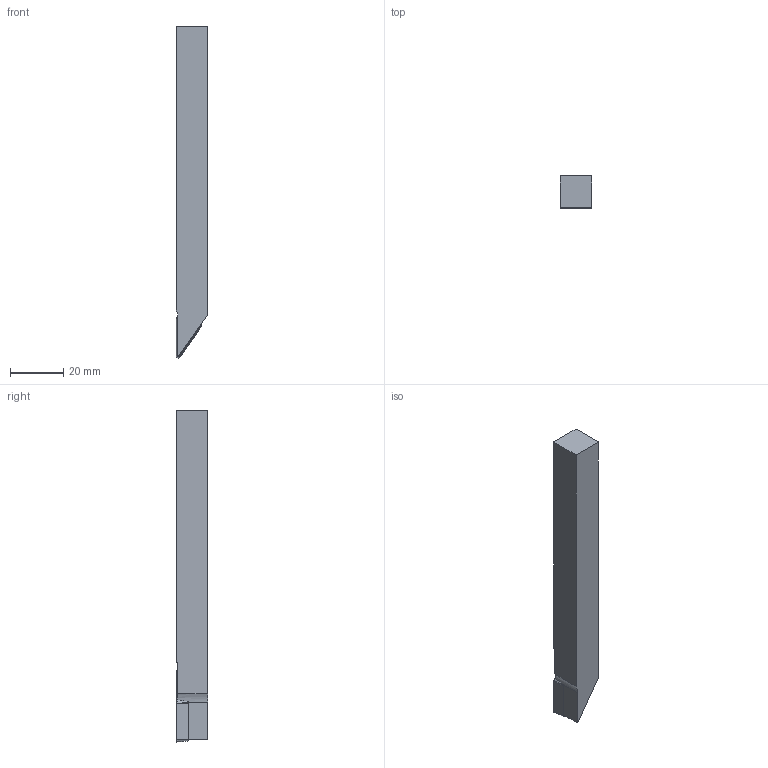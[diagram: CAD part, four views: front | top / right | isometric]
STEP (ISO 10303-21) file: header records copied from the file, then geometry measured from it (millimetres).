
FILE_DESCRIPTION(/* description */ (''),/* implementation_level */ '2;1');
FILE_NAME(/* name */ '1554451875408.stp',/* time_stamp */ '2019-04-05T13:41:33+05:00',/* author */ (''),/* organization */ ('SMS'),/* preprocessor_version */ 'ST-DEVELOPER v15',/* originating_system */ 'SIEMENS PLM Software NX 8.5',/* authorisation */ '');
FILE_SCHEMA (('AUTOMOTIVE_DESIGN { 1 0 10303 214 3 1 1 1 }'));
Length unit declared in the file: millimetre
Products named in the file (4): IsoTurningInsert; ASSEMBLY_CONSTRUCTION; 201935105mod000_00; 201935103mod000_00
Assembly tree (3 placements, depth 2):
  201935103mod000_00
    201935105mod000_00
    ASSEMBLY_CONSTRUCTION
    IsoTurningInsert
Bounding box: 11.95 x 12 x 125 mm (x, y, z)
Volume: 16523.1 mm3; surface area: 6550.9 mm2
Topology: 2 solids, 2 shells, 36 faces, 92 edges, 67 vertices
Faces by surface type: plane 21, cone 6, cylinder 5, torus 4
Full cylindrical faces by diameter (mm): 4.4 x3, 5.25 x1
Entity records: 1331 total; most frequent: CARTESIAN_POINT 324, DIRECTION 196, ORIENTED_EDGE 158, EDGE_CURVE 79, AXIS2_PLACEMENT_3D 73, VERTEX_POINT 56, LINE 50, VECTOR 50
